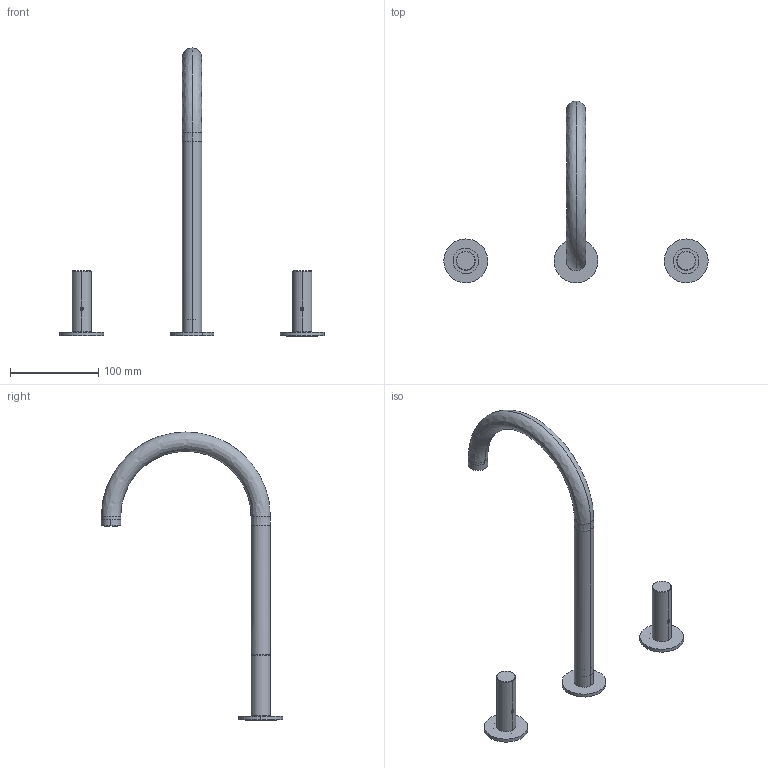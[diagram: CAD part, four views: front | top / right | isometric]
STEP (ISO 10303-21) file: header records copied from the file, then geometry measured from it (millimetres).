
FILE_DESCRIPTION(('CATIA V5 STEP Exchange','CAx-IF Rec.Pracs.--- Model Styling and Organization---1.5--- 2016-08-15','CAx-IF Rec.Pracs.---Supplemental Geometry---1.0---2011-11-01','CAx-IF Rec.Pracs.--- Composite Materials ---3.4---2017-06-13','CAx-IF Rec.Pracs.---Tessellated 3D Geometry---1.0---2015-12-17'),'2;1');
FILE_NAME('X3 00106.stp','2022-09-12T14:42:59+00:00',('none'),('none'),'CATIA Version 5-6 Release 2020 SP2','CATIA V5 STEP AP242 v2','none');
FILE_SCHEMA(('AP242_MANAGED_MODEL_BASED_3D_ENGINEERING_MIM_LF {1 0 10303 442 1 1 4}'));
Products named in the file (3): X1 00106 0; xx 00106 1; P47568
Assembly tree (3 placements, depth 2):
  X1 00106 0
    xx 00106 1
    P47568  x2
Bounding box: 299.94 x 205.9 x 327 mm (x, y, z)
Volume: 107037.4 mm3; surface area: 100194.7 mm2
Topology: 9 solids, 10 shells, 1900 faces, 4915 edges, 3194 vertices
Faces by surface type: bspline 1077, cylinder 354, plane 328, cone 55, torus 48, revolution 28, extrusion 8, sphere 2
Entity records: 65453 total; most frequent: CARTESIAN_POINT 32116, ORIENTED_EDGE 9710, EDGE_CURVE 4855, B_SPLINE_CURVE_WITH_KNOTS 3488, VERTEX_POINT 3161, EDGE_LOOP 2064, ADVANCED_FACE 1876, FACE_OUTER_BOUND 1876
